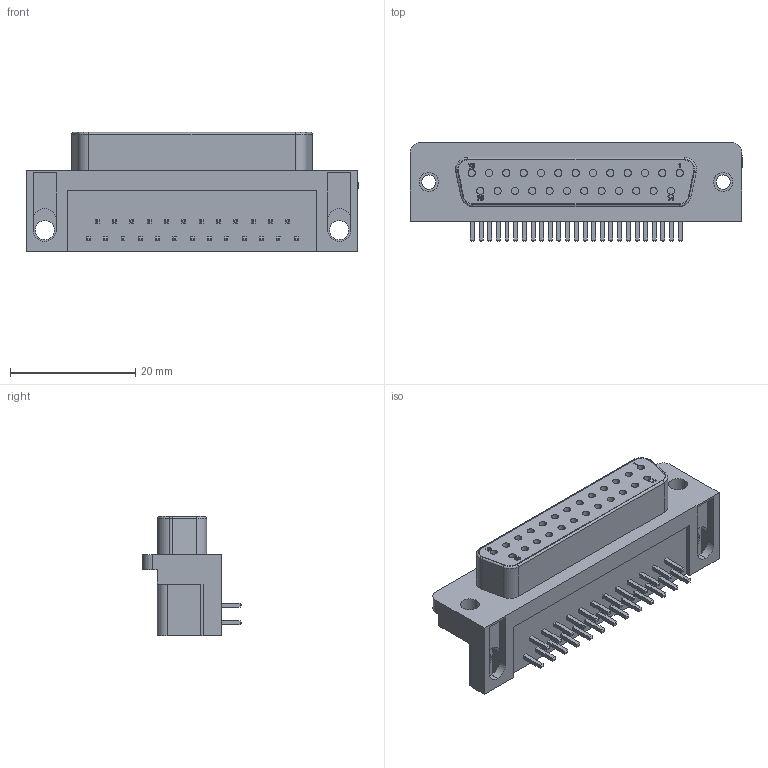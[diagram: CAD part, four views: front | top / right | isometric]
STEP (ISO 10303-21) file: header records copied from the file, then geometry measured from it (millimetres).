
FILE_DESCRIPTION (( 'STEP AP203' ), '1' );
FILE_NAME ('182-025-213.STEP', '2007-01-28T00:17:50', ( 'Tom Plaven' ), ( 'Anapro Tech' ), 'SwSTEP 2.0', 'SolidWorks 2002349', '' );
FILE_SCHEMA (( 'CONFIG_CONTROL_DESIGN' ));
Length unit declared in the file: inch
Products named in the file (1): 182-025-213
Bounding box: 53.04 x 15.72 x 19.08 mm (x, y, z)
Volume: 7651 mm3; surface area: 5659.8 mm2
Topology: 1 solids, 1 shells, 489 faces, 1169 edges, 743 vertices
Faces by surface type: plane 364, cylinder 93, bspline 27, torus 5
Entity records: 16262 total; most frequent: CARTESIAN_POINT 4847, ORIENTED_EDGE 2338, DIRECTION 2233, EDGE_CURVE 1169, LINE 923, VECTOR 923, VERTEX_POINT 743, AXIS2_PLACEMENT_3D 655
